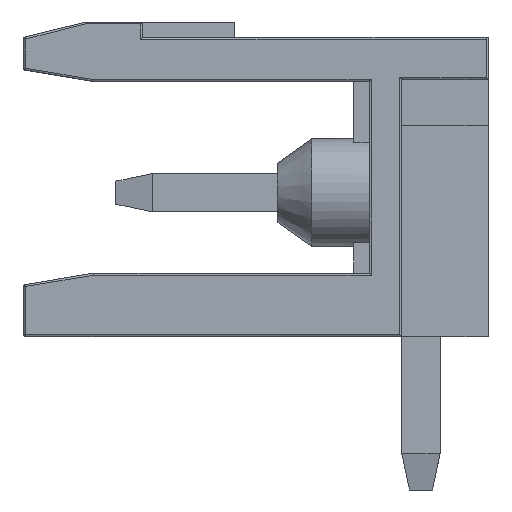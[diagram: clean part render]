
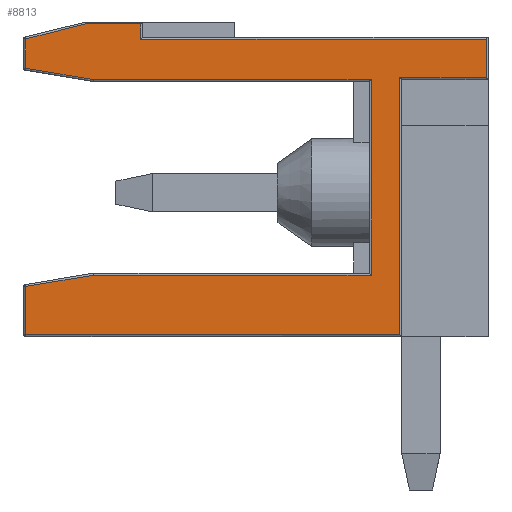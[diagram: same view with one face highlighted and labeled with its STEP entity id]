
A CAD part, left-side view. The second image highlights one B-rep face of the part: STEP entity #8813.
In plain terms, the highlighted planar face has unit normal (-1, 0, 0).
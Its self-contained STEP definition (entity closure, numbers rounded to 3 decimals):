
#304 = DIRECTION ( 'NONE',  ( 0., 0., -1. ) ) ;
#361 = DIRECTION ( 'NONE',  ( 0., -0.986, -0.165 ) ) ;
#1260 = LINE ( 'NONE', #1447, #34972 ) ;
#1447 = CARTESIAN_POINT ( 'NONE',  ( 0., 12.088, 7.751 ) ) ;
#1620 = VERTEX_POINT ( 'NONE', #7260 ) ;
#2014 = ORIENTED_EDGE ( 'NONE', *, *, #20027, .T. ) ;
#2029 = LINE ( 'NONE', #11057, #18398 ) ;
#2399 = ORIENTED_EDGE ( 'NONE', *, *, #2764, .T. ) ;
#2484 = CARTESIAN_POINT ( 'NONE',  ( 0., 3.1, 6.7 ) ) ;
#2659 = CARTESIAN_POINT ( 'NONE',  ( 0., 0.05, 7.8 ) ) ;
#2764 = EDGE_CURVE ( 'NONE', #13153, #16494, #8892, .T. ) ;
#2928 = DIRECTION ( 'NONE',  ( 0., 0., -1. ) ) ;
#2950 = EDGE_CURVE ( 'NONE', #12324, #35593, #27633, .T. ) ;
#3763 = CARTESIAN_POINT ( 'NONE',  ( 0., 10.292, 6.699 ) ) ;
#4404 = VECTOR ( 'NONE', #14734, 1000. ) ;
#4643 = VERTEX_POINT ( 'NONE', #21817 ) ;
#4963 = FACE_OUTER_BOUND ( 'NONE', #27808, .T. ) ;
#6157 = ORIENTED_EDGE ( 'NONE', *, *, #32757, .T. ) ;
#6292 = DIRECTION ( 'NONE',  ( 0., -1., 0. ) ) ;
#6406 = ORIENTED_EDGE ( 'NONE', *, *, #9044, .T. ) ;
#7260 = CARTESIAN_POINT ( 'NONE',  ( 0., 2.3, 6.75 ) ) ;
#7362 = LINE ( 'NONE', #3763, #19966 ) ;
#7507 = CARTESIAN_POINT ( 'NONE',  ( 0., 0., 6.75 ) ) ;
#8052 = DIRECTION ( 'NONE',  ( 0., 0., 1. ) ) ;
#8813 = ADVANCED_FACE ( 'NONE', ( #4963 ), #17226, .F. ) ;
#8892 = LINE ( 'NONE', #2659, #11891 ) ;
#9044 = EDGE_CURVE ( 'NONE', #27153, #32318, #33319, .T. ) ;
#9131 = CARTESIAN_POINT ( 'NONE',  ( 0., 12.05, 8.2 ) ) ;
#9261 = VECTOR ( 'NONE', #21427, 1000. ) ;
#9264 = VECTOR ( 'NONE', #34865, 1000. ) ;
#9514 = CARTESIAN_POINT ( 'NONE',  ( 0., 12.1, 8.15 ) ) ;
#10045 = DIRECTION ( 'NONE',  ( 1., 0., 0. ) ) ;
#10048 = EDGE_CURVE ( 'NONE', #33941, #14994, #24425, .T. ) ;
#10214 = EDGE_CURVE ( 'NONE', #14994, #26842, #1260, .T. ) ;
#10645 = CARTESIAN_POINT ( 'NONE',  ( 0., 12.092, 1.299 ) ) ;
#10779 = VECTOR ( 'NONE', #8052, 1000. ) ;
#11057 = CARTESIAN_POINT ( 'NONE',  ( 0., 12.05, 8.2 ) ) ;
#11069 = LINE ( 'NONE', #35676, #10779 ) ;
#11150 = VECTOR ( 'NONE', #35325, 1000. ) ;
#11167 = CARTESIAN_POINT ( 'NONE',  ( 0., 12.1, 8.2 ) ) ;
#11211 = LINE ( 'NONE', #23516, #28205 ) ;
#11487 = ORIENTED_EDGE ( 'NONE', *, *, #20830, .T. ) ;
#11498 = VERTEX_POINT ( 'NONE', #37206 ) ;
#11891 = VECTOR ( 'NONE', #39564, 1000. ) ;
#12103 = CARTESIAN_POINT ( 'NONE',  ( 0., 12.05, 7.761 ) ) ;
#12200 = LINE ( 'NONE', #12380, #27266 ) ;
#12301 = CARTESIAN_POINT ( 'NONE',  ( 0., 12.1, 0.05 ) ) ;
#12324 = VERTEX_POINT ( 'NONE', #27113 ) ;
#12380 = CARTESIAN_POINT ( 'NONE',  ( 0., 10.3, 1.6 ) ) ;
#13153 = VERTEX_POINT ( 'NONE', #16176 ) ;
#13216 = CARTESIAN_POINT ( 'NONE',  ( 0., 12.05, 6.994 ) ) ;
#13458 = CARTESIAN_POINT ( 'NONE',  ( 0., 10.494, 8.15 ) ) ;
#14110 = CARTESIAN_POINT ( 'NONE',  ( 0., 10.296, 1.6 ) ) ;
#14349 = EDGE_CURVE ( 'NONE', #16494, #4643, #19709, .T. ) ;
#14734 = DIRECTION ( 'NONE',  ( 0., -1., 0. ) ) ;
#14994 = VERTEX_POINT ( 'NONE', #13458 ) ;
#15073 = VECTOR ( 'NONE', #6292, 1000. ) ;
#15158 = VERTEX_POINT ( 'NONE', #34314 ) ;
#15372 = EDGE_CURVE ( 'NONE', #35593, #1620, #11069, .T. ) ;
#15424 = DIRECTION ( 'NONE',  ( 0., 1., 0. ) ) ;
#16176 = CARTESIAN_POINT ( 'NONE',  ( 0., 0.05, 6.75 ) ) ;
#16494 = VERTEX_POINT ( 'NONE', #39870 ) ;
#16680 = ORIENTED_EDGE ( 'NONE', *, *, #15372, .T. ) ;
#16946 = ORIENTED_EDGE ( 'NONE', *, *, #14349, .T. ) ;
#17226 = PLANE ( 'NONE',  #25609 ) ;
#17566 = VECTOR ( 'NONE', #34125, 1000. ) ;
#18269 = ORIENTED_EDGE ( 'NONE', *, *, #10214, .T. ) ;
#18398 = VECTOR ( 'NONE', #29624, 1000. ) ;
#19170 = ORIENTED_EDGE ( 'NONE', *, *, #21301, .T. ) ;
#19199 = CARTESIAN_POINT ( 'NONE',  ( 0., 3.05, 1.65 ) ) ;
#19709 = LINE ( 'NONE', #26749, #23668 ) ;
#19966 = VECTOR ( 'NONE', #361, 1000. ) ;
#20027 = EDGE_CURVE ( 'NONE', #15158, #12324, #36762, .T. ) ;
#20460 = ORIENTED_EDGE ( 'NONE', *, *, #10048, .T. ) ;
#20830 = EDGE_CURVE ( 'NONE', #1620, #13153, #35120, .T. ) ;
#20838 = VERTEX_POINT ( 'NONE', #14110 ) ;
#21008 = ORIENTED_EDGE ( 'NONE', *, *, #22518, .T. ) ;
#21301 = EDGE_CURVE ( 'NONE', #32318, #11498, #22028, .T. ) ;
#21427 = DIRECTION ( 'NONE',  ( 0., 0., -1. ) ) ;
#21817 = CARTESIAN_POINT ( 'NONE',  ( 0., 9.05, 7.75 ) ) ;
#22028 = LINE ( 'NONE', #19199, #37507 ) ;
#22518 = EDGE_CURVE ( 'NONE', #11498, #20838, #12200, .T. ) ;
#23516 = CARTESIAN_POINT ( 'NONE',  ( 0., 9.05, 8.2 ) ) ;
#23633 = VERTEX_POINT ( 'NONE', #13216 ) ;
#23668 = VECTOR ( 'NONE', #29195, 1000. ) ;
#23947 = CARTESIAN_POINT ( 'NONE',  ( 0., 2.3, 0.05 ) ) ;
#24207 = ORIENTED_EDGE ( 'NONE', *, *, #35537, .T. ) ;
#24425 = LINE ( 'NONE', #9514, #17566 ) ;
#25609 = AXIS2_PLACEMENT_3D ( 'NONE', #11167, #10045, #2928 ) ;
#25652 = EDGE_CURVE ( 'NONE', #4643, #33941, #11211, .T. ) ;
#26749 = CARTESIAN_POINT ( 'NONE',  ( 0., 9., 7.75 ) ) ;
#26842 = VERTEX_POINT ( 'NONE', #12103 ) ;
#27113 = CARTESIAN_POINT ( 'NONE',  ( 0., 12.05, 0.05 ) ) ;
#27153 = VERTEX_POINT ( 'NONE', #36466 ) ;
#27266 = VECTOR ( 'NONE', #15424, 1000. ) ;
#27633 = LINE ( 'NONE', #12301, #15073 ) ;
#27808 = EDGE_LOOP ( 'NONE', ( #20460, #18269, #24207, #29279, #6406, #19170, #21008, #6157, #2014, #32270, #16680, #11487, #2399, #16946, #32915 ) ) ;
#28205 = VECTOR ( 'NONE', #35828, 1000. ) ;
#28381 = CARTESIAN_POINT ( 'NONE',  ( 0., 9.05, 8.15 ) ) ;
#28995 = LINE ( 'NONE', #10645, #9264 ) ;
#29195 = DIRECTION ( 'NONE',  ( 0., 1., 0. ) ) ;
#29216 = EDGE_CURVE ( 'NONE', #23633, #27153, #7362, .T. ) ;
#29279 = ORIENTED_EDGE ( 'NONE', *, *, #29216, .T. ) ;
#29624 = DIRECTION ( 'NONE',  ( 0., 0., -1. ) ) ;
#32270 = ORIENTED_EDGE ( 'NONE', *, *, #2950, .T. ) ;
#32318 = VERTEX_POINT ( 'NONE', #33971 ) ;
#32757 = EDGE_CURVE ( 'NONE', #20838, #15158, #28995, .T. ) ;
#32915 = ORIENTED_EDGE ( 'NONE', *, *, #25652, .T. ) ;
#33319 = LINE ( 'NONE', #2484, #4404 ) ;
#33941 = VERTEX_POINT ( 'NONE', #28381 ) ;
#33971 = CARTESIAN_POINT ( 'NONE',  ( 0., 3.05, 6.7 ) ) ;
#34125 = DIRECTION ( 'NONE',  ( 0., 1., 0. ) ) ;
#34314 = CARTESIAN_POINT ( 'NONE',  ( 0., 12.05, 1.306 ) ) ;
#34865 = DIRECTION ( 'NONE',  ( 0., 0.986, -0.165 ) ) ;
#34972 = VECTOR ( 'NONE', #35300, 1000. ) ;
#35120 = LINE ( 'NONE', #7507, #11150 ) ;
#35300 = DIRECTION ( 'NONE',  ( 0., 0.97, -0.243 ) ) ;
#35325 = DIRECTION ( 'NONE',  ( 0., -1., 0. ) ) ;
#35537 = EDGE_CURVE ( 'NONE', #26842, #23633, #2029, .T. ) ;
#35593 = VERTEX_POINT ( 'NONE', #23947 ) ;
#35676 = CARTESIAN_POINT ( 'NONE',  ( 0., 2.3, 6.7 ) ) ;
#35828 = DIRECTION ( 'NONE',  ( 0., 0., 1. ) ) ;
#36466 = CARTESIAN_POINT ( 'NONE',  ( 0., 10.296, 6.7 ) ) ;
#36762 = LINE ( 'NONE', #9131, #9261 ) ;
#37206 = CARTESIAN_POINT ( 'NONE',  ( 0., 3.05, 1.6 ) ) ;
#37507 = VECTOR ( 'NONE', #304, 1000. ) ;
#39564 = DIRECTION ( 'NONE',  ( 0., 0., 1. ) ) ;
#39870 = CARTESIAN_POINT ( 'NONE',  ( 0., 0.05, 7.75 ) ) ;
